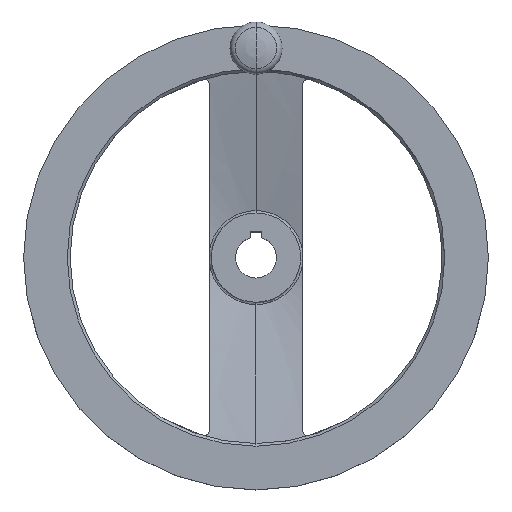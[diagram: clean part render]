
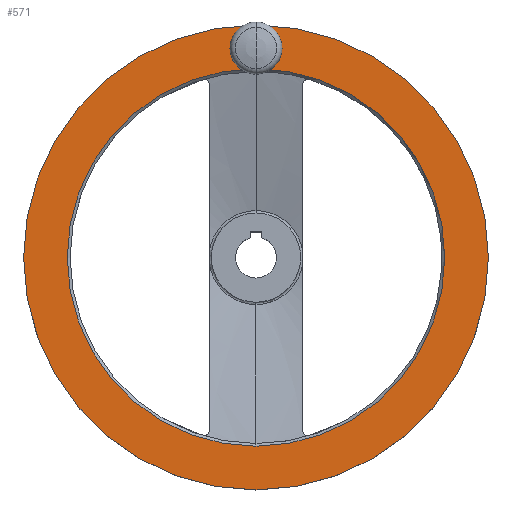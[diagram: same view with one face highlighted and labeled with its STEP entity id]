
A CAD part, top view. The second image highlights one B-rep face of the part: STEP entity #571.
In plain terms, the highlighted planar face has unit normal (0, 0, 1).
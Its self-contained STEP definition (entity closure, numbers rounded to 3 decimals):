
#357=EDGE_CURVE('',#599,#371,#901,.T.);
#363=EDGE_CURVE('',#469,#411,#908,.T.);
#371=VERTEX_POINT('',#919);
#375=EDGE_CURVE('',#371,#599,#923,.T.);
#411=VERTEX_POINT('',#966);
#469=VERTEX_POINT('',#1032);
#519=EDGE_CURVE('',#411,#469,#1087,.T.);
#529=EDGE_CURVE('',#621,#585,#1097,.T.);
#571=ADVANCED_FACE('',(#1143,#1144,#1145),#1146,.T.);
#585=VERTEX_POINT('',#1160);
#599=VERTEX_POINT('',#1174);
#621=VERTEX_POINT('',#1197);
#699=EDGE_CURVE('',#585,#621,#1283,.T.);
#901=CIRCLE('',#1524,125.0);
#908=CIRCLE('',#1532,101.5);
#919=CARTESIAN_POINT('',(0.,-125.0,51.0));
#923=CIRCLE('',#1548,125.0);
#966=CARTESIAN_POINT('',(0.,-101.5,51.0));
#1032=CARTESIAN_POINT('',(0.,101.5,51.0));
#1087=CIRCLE('',#1818,101.5);
#1097=CIRCLE('',#1843,6.5);
#1143=FACE_BOUND('',#1924,.T.);
#1144=FACE_BOUND('',#1925,.T.);
#1145=FACE_OUTER_BOUND('',#1926,.T.);
#1146=PLANE('',#1927);
#1160=CARTESIAN_POINT('',(0.,106.0,51.));
#1174=CARTESIAN_POINT('',(0.,125.0,51.0));
#1197=CARTESIAN_POINT('',(0.,119.0,51.0));
#1283=CIRCLE('',#2183,6.5);
#1524=AXIS2_PLACEMENT_3D('',#2522,#2523,#2524);
#1532=AXIS2_PLACEMENT_3D('',#2533,#2534,#2535);
#1548=AXIS2_PLACEMENT_3D('',#2560,#2561,#2562);
#1818=AXIS2_PLACEMENT_3D('',#2805,#2806,#2807);
#1843=AXIS2_PLACEMENT_3D('',#2808,#2809,#2810);
#1924=EDGE_LOOP('',(#2857,#2858));
#1925=EDGE_LOOP('',(#2859,#2860));
#1926=EDGE_LOOP('',(#2861,#2862));
#1927=AXIS2_PLACEMENT_3D('',#2863,#2864,#2865);
#2183=AXIS2_PLACEMENT_3D('',#2995,#2996,#2997);
#2522=CARTESIAN_POINT('',(0.,0.,51.0));
#2523=DIRECTION('',(0.,0.,1.0));
#2524=DIRECTION('',(0.,1.0,0.));
#2533=CARTESIAN_POINT('',(0.,0.,51.0));
#2534=DIRECTION('',(0.,0.,1.0));
#2535=DIRECTION('',(0.,1.0,0.));
#2560=CARTESIAN_POINT('',(0.,0.,51.0));
#2561=DIRECTION('',(0.,0.,1.0));
#2562=DIRECTION('',(0.,1.0,0.));
#2805=CARTESIAN_POINT('',(0.,0.,51.0));
#2806=DIRECTION('',(0.,0.,1.0));
#2807=DIRECTION('',(0.,1.0,0.));
#2808=CARTESIAN_POINT('',(0.,112.5,51.0));
#2809=DIRECTION('',(0.,0.,-1.0));
#2810=DIRECTION('',(0.,-1.0,0.));
#2857=ORIENTED_EDGE('',*,*,#699,.T.);
#2858=ORIENTED_EDGE('',*,*,#529,.T.);
#2859=ORIENTED_EDGE('',*,*,#363,.F.);
#2860=ORIENTED_EDGE('',*,*,#519,.F.);
#2861=ORIENTED_EDGE('',*,*,#357,.T.);
#2862=ORIENTED_EDGE('',*,*,#375,.T.);
#2863=CARTESIAN_POINT('',(0.,113.25,51.0));
#2864=DIRECTION('',(0.,0.,1.0));
#2865=DIRECTION('',(0.,1.0,0.0));
#2995=CARTESIAN_POINT('',(0.,112.5,51.0));
#2996=DIRECTION('',(0.,0.,-1.0));
#2997=DIRECTION('',(0.,-1.0,0.));
